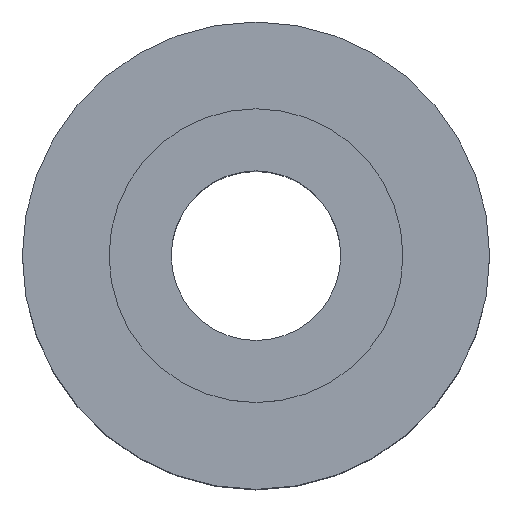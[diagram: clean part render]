
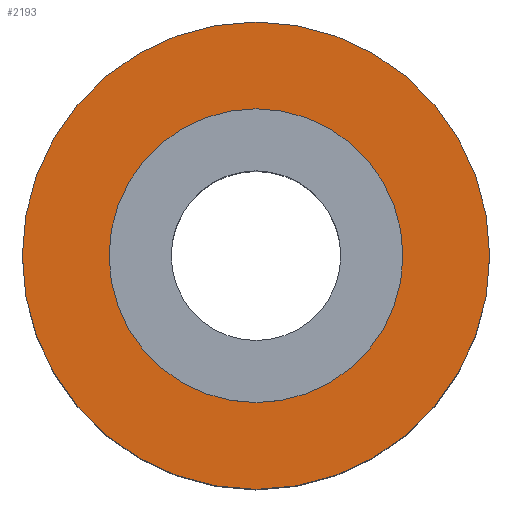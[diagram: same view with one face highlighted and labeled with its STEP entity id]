
A CAD part, top view. The second image highlights one B-rep face of the part: STEP entity #2193.
In plain terms, the highlighted planar face has unit normal (0, 0, 1).
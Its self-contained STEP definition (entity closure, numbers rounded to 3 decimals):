
#93 = ORIENTED_EDGE ( 'NONE', *, *, #898, .T. ) ;
#94 = ORIENTED_EDGE ( 'NONE', *, *, #1479, .T. ) ;
#95 = ORIENTED_EDGE ( 'NONE', *, *, #1485, .T. ) ;
#96 = ORIENTED_EDGE ( 'NONE', *, *, #900, .T. ) ;
#635 = CARTESIAN_POINT ( 'NONE',  ( 0., 0., 6.25 ) ) ;
#636 = DIRECTION ( 'NONE',  ( 0., 0., -1. ) ) ;
#637 = DIRECTION ( 'NONE',  ( -1., 0., 0. ) ) ;
#638 = CARTESIAN_POINT ( 'NONE',  ( 0., 0., 6.25 ) ) ;
#639 = DIRECTION ( 'NONE',  ( 0., 0., 1. ) ) ;
#640 = DIRECTION ( 'NONE',  ( 1., 0., 0. ) ) ;
#898 = EDGE_CURVE ( 'NONE', #7250, #7256, #3836, .T. ) ;
#900 = EDGE_CURVE ( 'NONE', #7231, #7232, #3833, .T. ) ;
#1479 = EDGE_CURVE ( 'NONE', #7256, #7250, #6776, .T. ) ;
#1485 = EDGE_CURVE ( 'NONE', #7232, #7231, #6785, .T. ) ;
#1865 = AXIS2_PLACEMENT_3D ( 'NONE', #635, #636, #637 ) ;
#1866 = AXIS2_PLACEMENT_3D ( 'NONE', #638, #639, #640 ) ;
#2193 = ADVANCED_FACE ( 'NONE', ( #6840, #6822 ), #5045, .F. ) ;
#3572 = EDGE_LOOP ( 'NONE', ( #93, #94 ) ) ;
#3603 = EDGE_LOOP ( 'NONE', ( #95, #96 ) ) ;
#3833 = CIRCLE ( 'NONE', #1866, 8.75 ) ;
#3836 = CIRCLE ( 'NONE', #1865, 5.5 ) ;
#4950 = CARTESIAN_POINT ( 'NONE',  ( 0., 0., 6.25 ) ) ;
#4951 = DIRECTION ( 'NONE',  ( 0., 0., -1. ) ) ;
#4952 = DIRECTION ( 'NONE',  ( -1., 0., 0. ) ) ;
#4965 = CARTESIAN_POINT ( 'NONE',  ( 0., 0., 6.25 ) ) ;
#4966 = DIRECTION ( 'NONE',  ( 0., 0., 1. ) ) ;
#4967 = DIRECTION ( 'NONE',  ( 1., 0., 0. ) ) ;
#5040 = CARTESIAN_POINT ( 'NONE',  ( 0., 8.75, 6.25 ) ) ;
#5045 = PLANE ( 'NONE',  #6582 ) ;
#5046 = DIRECTION ( 'NONE',  ( 0., 0., -1. ) ) ;
#5047 = DIRECTION ( 'NONE',  ( -1., 0., 0. ) ) ;
#6136 = CARTESIAN_POINT ( 'NONE',  ( -8.75, 0., 6.25 ) ) ;
#6137 = CARTESIAN_POINT ( 'NONE',  ( 8.75, 0., 6.25 ) ) ;
#6155 = CARTESIAN_POINT ( 'NONE',  ( 5.5, 0., 6.25 ) ) ;
#6161 = CARTESIAN_POINT ( 'NONE',  ( -5.5, 0., 6.25 ) ) ;
#6565 = AXIS2_PLACEMENT_3D ( 'NONE', #4950, #4951, #4952 ) ;
#6568 = AXIS2_PLACEMENT_3D ( 'NONE', #4965, #4966, #4967 ) ;
#6582 = AXIS2_PLACEMENT_3D ( 'NONE', #5040, #5046, #5047 ) ;
#6776 = CIRCLE ( 'NONE', #6565, 5.5 ) ;
#6785 = CIRCLE ( 'NONE', #6568, 8.75 ) ;
#6822 = FACE_OUTER_BOUND ( 'NONE', #3603, .T. ) ;
#6840 = FACE_BOUND ( 'NONE', #3572, .T. ) ;
#7231 = VERTEX_POINT ( 'NONE', #6136 ) ;
#7232 = VERTEX_POINT ( 'NONE', #6137 ) ;
#7250 = VERTEX_POINT ( 'NONE', #6155 ) ;
#7256 = VERTEX_POINT ( 'NONE', #6161 ) ;
